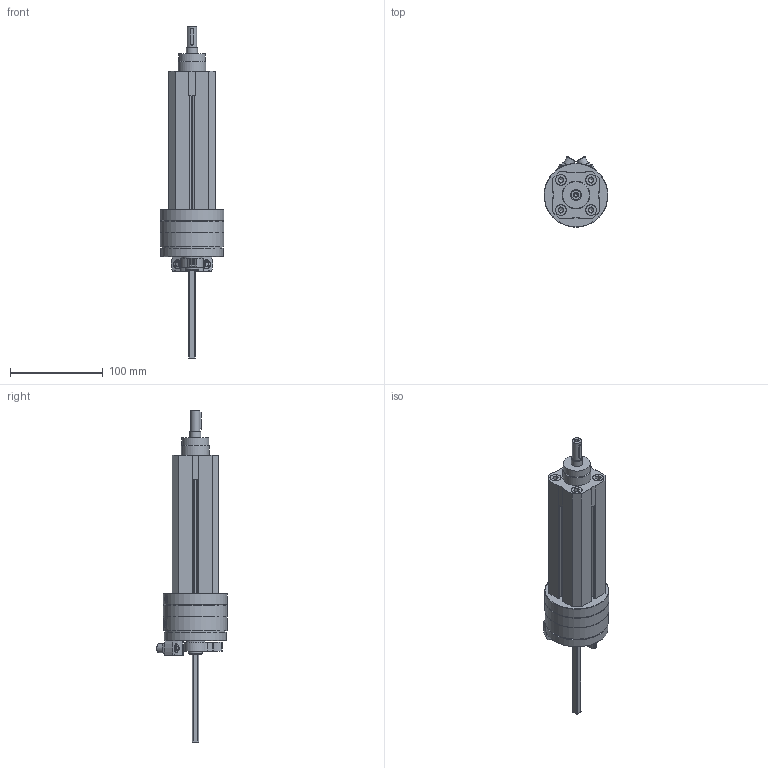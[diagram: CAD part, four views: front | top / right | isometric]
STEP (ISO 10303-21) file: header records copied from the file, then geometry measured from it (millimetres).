
FILE_DESCRIPTION(/* description */ ('STEP AP214'),/* implementation_level */ '2;1');
FILE_NAME(/* name */ '556444_DSL-20-80-270-P-A-S2-B',/* time_stamp */ '2024-08-21T15:51:55+02:00',/* author */ ('License CC BY-ND 4.0'),/* organization */ ('CADENAS'),/* preprocessor_version */ 'ST-DEVELOPER v19.3',/* originating_system */ 'PARTsolutions',/* authorisation */ ' ');
FILE_SCHEMA (('AUTOMOTIVE_DESIGN {1 0 10303 214 3 1 1}'));
Length unit declared in the file: millimetre
Products named in the file (12): 556444 DSL-20-80-270-P-A-S2-B---(0_0); 556444 DSL-20-80-270-P-A-S2-B-80_bz; 704063 DSM-16-BR---(HZ); 710516 DSM-16/25-P-B; 382090 SLT-10; 342621 DSM-16_NS; DIN-912 - M4x18(F); 396998 YSRW M10X1-3.5-13; 704062 DSM-16-BL---(HZ); 556444 DSL-80_k; - DSL; Shim ring DIN 988 15x21x1.5
Assembly tree (16 placements, depth 2):
  556444 DSL-20-80-270-P-A-S2-B---(0_0)
    556444 DSL-20-80-270-P-A-S2-B-80_bz
    704063 DSM-16-BR---(HZ)
    710516 DSM-16/25-P-B  x2
    382090 SLT-10  x2
    342621 DSM-16_NS  x2
    DIN-912 - M4x18(F)  x2
    396998 YSRW M10X1-3.5-13  x2
    704062 DSM-16-BL---(HZ)
    556444 DSL-80_k
    - DSL
    Shim ring DIN 988 15x21x1.5
Bounding box: 69 x 76.17 x 358 mm (x, y, z)
Volume: 517690.2 mm3; surface area: 100112.3 mm2
Topology: 16 solids, 16 shells, 526 faces, 1272 edges, 803 vertices
Faces by surface type: plane 275, cylinder 162, cone 85, torus 4
Full cylindrical faces by diameter (mm): 1 x2, 1.567 x2, 3 x2, 3.242 x2, 4 x2, 4.134 x6, 4.5 x2, 4.917 x4, 5.7 x2, 7 x2, 7.4 x2, 8.3 x4, 8.917 x4, 9.3 x1, 10 x3, 12 x6, 15 x3, 21 x1, 29 x2, 30 x1, 33.5 x1, 42.5 x1, 47 x1, 65 x1, 67 x1, 68.65 x1, 69 x2
Entity records: 12912 total; most frequent: CARTESIAN_POINT 2325, DIRECTION 2215, ORIENTED_EDGE 1920, EDGE_CURVE 960, AXIS2_PLACEMENT_3D 827, VERTEX_POINT 681, FACE_BOUND 619, EDGE_LOOP 609
